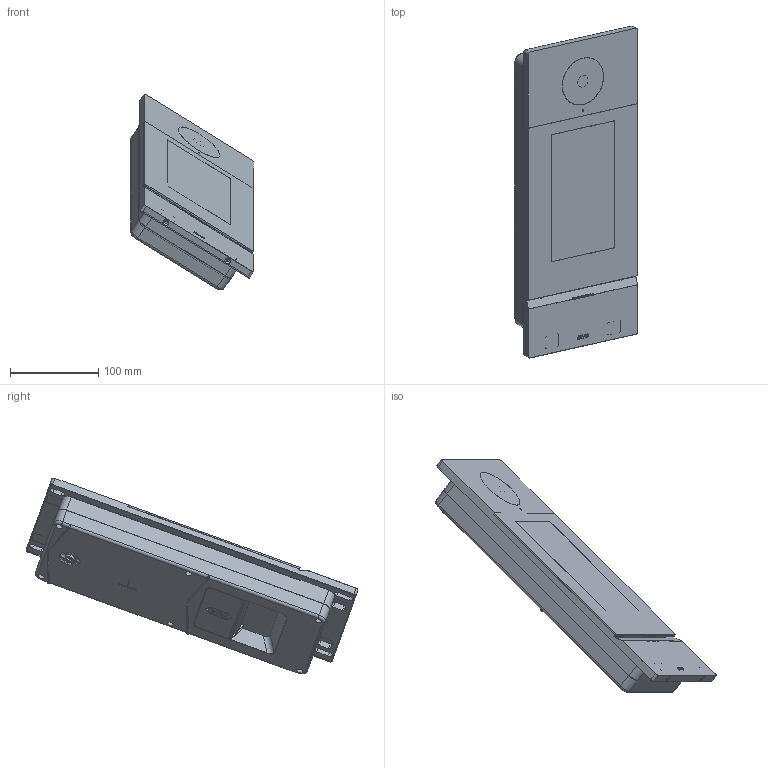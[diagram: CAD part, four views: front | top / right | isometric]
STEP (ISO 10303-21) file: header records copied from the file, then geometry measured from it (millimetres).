
FILE_DESCRIPTION(('CATIA V5 STEP Exchange'),'2;1');
FILE_NAME('VI2F-PE7T.stp','2024-03-21T08:02:48+00:00',('none'),('none'),'CATIA Version 5-6 Release 2016 SP6','CATIA V5 STEP AP203','none');
FILE_SCHEMA(('CONFIG_CONTROL_DESIGN'));
Products named in the file (1): VI2F-PE7T
Assembly tree (2 placements, depth 2):
  VI2F-PE7T
    #57
    #101
Bounding box: 139.8 x 376.19 x 222.04 mm (x, y, z)
Volume: 819933.9 mm3; surface area: 577972.7 mm2
Topology: 30 solids, 30 shells, 3491 faces, 10051 edges, 6733 vertices
Faces by surface type: plane 1710, cylinder 1245, cone 295, bspline 90, torus 68, sphere 53, extrusion 30
Entity records: 145031 total; most frequent: CARTESIAN_POINT 57570, ORIENTED_EDGE 20018, DIRECTION 14516, EDGE_CURVE 10009, VERTEX_POINT 6726, VECTOR 5765, LINE 5735, AXIS2_PLACEMENT_3D 5377
